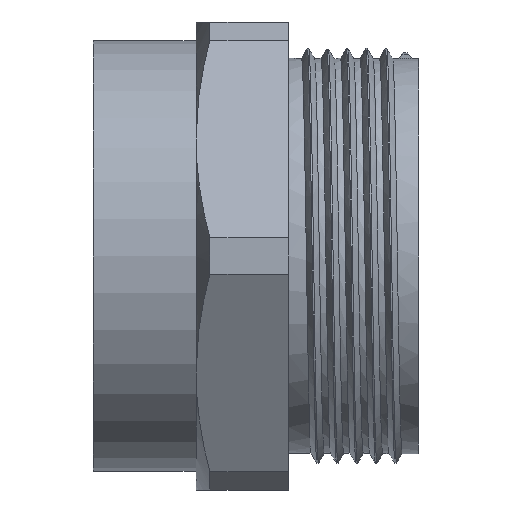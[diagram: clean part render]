
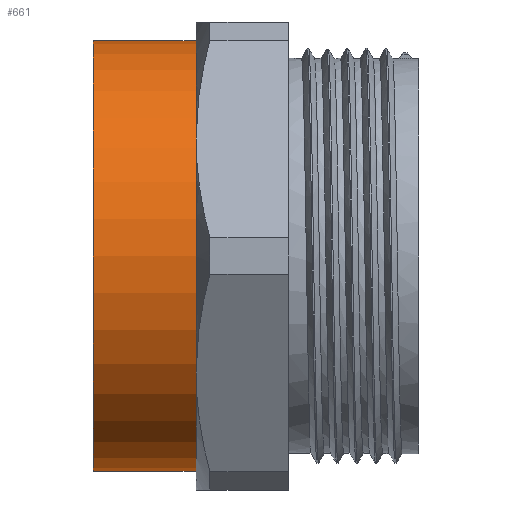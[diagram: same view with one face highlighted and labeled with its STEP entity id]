
A CAD part, front view. The second image highlights one B-rep face of the part: STEP entity #661.
In plain terms, the highlighted cylindrical face has radius 16.55 mm (diameter 33.1 mm), a full revolution.
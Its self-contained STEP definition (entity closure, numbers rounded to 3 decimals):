
#22=FACE_BOUND('',#183,.T.);
#61=CIRCLE('',#716,16.55);
#67=CIRCLE('',#728,16.55);
#133=FACE_OUTER_BOUND('',#182,.T.);
#182=EDGE_LOOP('',(#590));
#183=EDGE_LOOP('',(#591));
#331=VERTEX_POINT('',#3891);
#337=VERTEX_POINT('',#3909);
#422=EDGE_CURVE('',#331,#331,#61,.T.);
#428=EDGE_CURVE('',#337,#337,#67,.T.);
#590=ORIENTED_EDGE('',*,*,#428,.T.);
#591=ORIENTED_EDGE('',*,*,#422,.F.);
#621=CYLINDRICAL_SURFACE('',#729,16.55);
#661=ADVANCED_FACE('',(#133,#22),#621,.T.);
#716=AXIS2_PLACEMENT_3D('',#3892,#856,#857);
#728=AXIS2_PLACEMENT_3D('',#3910,#880,#881);
#729=AXIS2_PLACEMENT_3D('',#3911,#882,#883);
#856=DIRECTION('center_axis',(1.,0.,0.));
#857=DIRECTION('ref_axis',(0.,0.,-1.));
#880=DIRECTION('center_axis',(1.,0.,0.));
#881=DIRECTION('ref_axis',(0.,0.,-1.));
#882=DIRECTION('center_axis',(1.,0.,0.));
#883=DIRECTION('ref_axis',(0.,1.,0.));
#3891=CARTESIAN_POINT('',(-17.11,16.55,0.));
#3892=CARTESIAN_POINT('Origin',(-17.11,0.,0.));
#3909=CARTESIAN_POINT('',(-25.,16.55,0.));
#3910=CARTESIAN_POINT('Origin',(-25.,0.,0.));
#3911=CARTESIAN_POINT('Origin',(-20.47,0.,0.));
